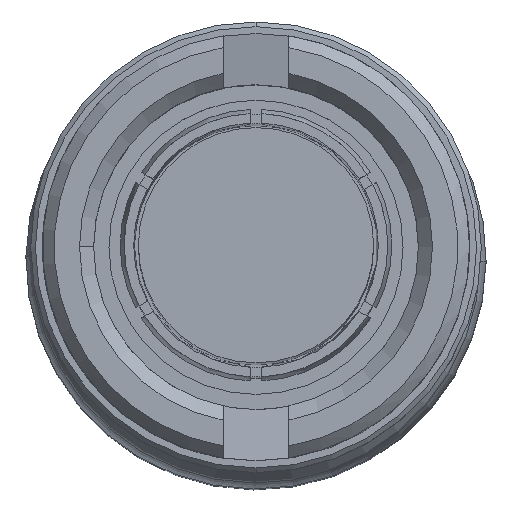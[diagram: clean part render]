
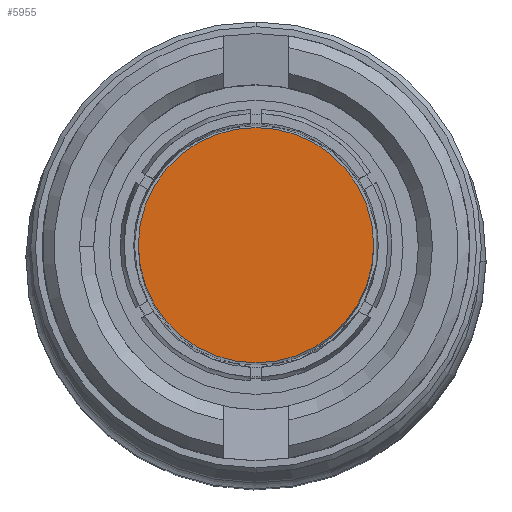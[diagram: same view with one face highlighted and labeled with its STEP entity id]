
A CAD part, top view. The second image highlights one B-rep face of the part: STEP entity #5955.
In plain terms, the highlighted face is planar.
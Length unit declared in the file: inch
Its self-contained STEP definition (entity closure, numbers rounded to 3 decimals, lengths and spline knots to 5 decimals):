
#377 = AXIS2_PLACEMENT_3D ( 'NONE', #5192, #13302, #19366 ) ;
#1142 = ORIENTED_EDGE ( 'NONE', *, *, #16872, .F. ) ;
#1350 = ORIENTED_EDGE ( 'NONE', *, *, #17273, .F. ) ;
#1858 = VERTEX_POINT ( 'NONE', #10019 ) ;
#2110 = DIRECTION ( 'NONE',  ( 1., 0., 0. ) ) ;
#2158 = CARTESIAN_POINT ( 'NONE',  ( -1.49016, 0., 0. ) ) ;
#3656 = FACE_OUTER_BOUND ( 'NONE', #6589, .T. ) ;
#4027 = EDGE_CURVE ( 'NONE', #17873, #15427, #7651, .T. ) ;
#5192 = CARTESIAN_POINT ( 'NONE',  ( -1.49016, 0., 0. ) ) ;
#5343 = DIRECTION ( 'NONE',  ( 0., 0., 1. ) ) ;
#5955 = ADVANCED_FACE ( 'NONE', ( #3656 ), #13103, .T. ) ;
#6589 = EDGE_LOOP ( 'NONE', ( #1142, #13624, #1350 ) ) ;
#7478 = AXIS2_PLACEMENT_3D ( 'NONE', #15484, #18567, #15591 ) ;
#7651 = CIRCLE ( 'NONE', #12915, 0.19685 ) ;
#9901 = CARTESIAN_POINT ( 'NONE',  ( -1.49016, 0., 0. ) ) ;
#10019 = CARTESIAN_POINT ( 'NONE',  ( -1.49016, 0.19685, 0. ) ) ;
#12414 = AXIS2_PLACEMENT_3D ( 'NONE', #9901, #2110, #14634 ) ;
#12915 = AXIS2_PLACEMENT_3D ( 'NONE', #2158, #19419, #5343 ) ;
#13033 = CIRCLE ( 'NONE', #12414, 0.19685 ) ;
#13103 = PLANE ( 'NONE',  #377 ) ;
#13302 = DIRECTION ( 'NONE',  ( -1., 0., 0. ) ) ;
#13624 = ORIENTED_EDGE ( 'NONE', *, *, #4027, .F. ) ;
#14634 = DIRECTION ( 'NONE',  ( 0., 0., 1. ) ) ;
#15427 = VERTEX_POINT ( 'NONE', #17821 ) ;
#15484 = CARTESIAN_POINT ( 'NONE',  ( -1.49016, 0., 0. ) ) ;
#15591 = DIRECTION ( 'NONE',  ( 0., 0., 1. ) ) ;
#16254 = CARTESIAN_POINT ( 'NONE',  ( -1.49016, 0., 0.19685 ) ) ;
#16872 = EDGE_CURVE ( 'NONE', #15427, #1858, #17630, .T. ) ;
#17273 = EDGE_CURVE ( 'NONE', #1858, #17873, #13033, .T. ) ;
#17630 = CIRCLE ( 'NONE', #7478, 0.19685 ) ;
#17821 = CARTESIAN_POINT ( 'NONE',  ( -1.49016, -0.19685, 0. ) ) ;
#17873 = VERTEX_POINT ( 'NONE', #16254 ) ;
#18567 = DIRECTION ( 'NONE',  ( 1., 0., 0. ) ) ;
#19366 = DIRECTION ( 'NONE',  ( 0., 0., 1. ) ) ;
#19419 = DIRECTION ( 'NONE',  ( 1., 0., 0. ) ) ;
